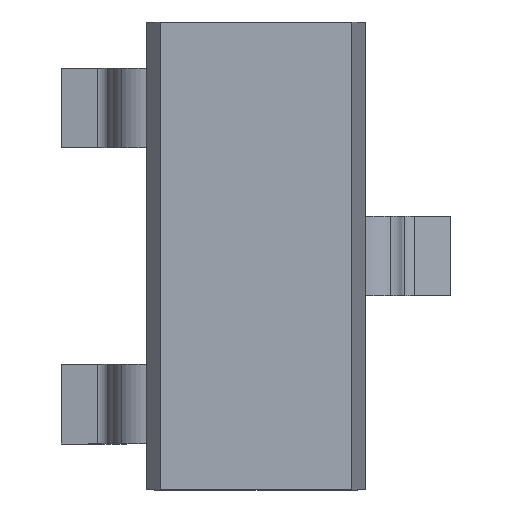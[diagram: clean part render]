
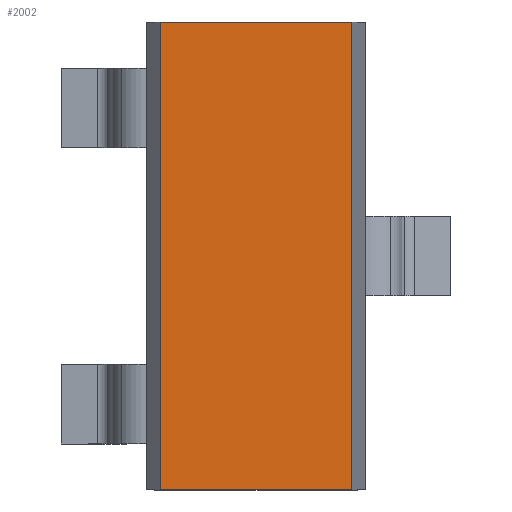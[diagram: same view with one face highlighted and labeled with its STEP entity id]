
A CAD part, top view. The second image highlights one B-rep face of the part: STEP entity #2002.
In plain terms, the highlighted planar face has unit normal (0, 0, 1).
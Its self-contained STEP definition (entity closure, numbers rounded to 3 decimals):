
#1946=CARTESIAN_POINT('',(-0.615,-1.5,1.1));
#1947=VERTEX_POINT('',#1946);
#1954=CARTESIAN_POINT('',(-0.615,1.5,1.1));
#1955=VERTEX_POINT('',#1954);
#1956=CARTESIAN_POINT('',(-0.615,1.5,1.1));
#1957=DIRECTION('',(0.0,-1.0,0.0));
#1958=VECTOR('',#1957,3.0);
#1959=LINE('',#1956,#1958);
#1960=EDGE_CURVE('',#1955,#1947,#1959,.T.);
#1972=CARTESIAN_POINT('',(-0.615,1.5,1.1));
#1973=DIRECTION('',(0.0,0.0,1.0));
#1974=DIRECTION('',(-1.0,0.0,0.0));
#1975=AXIS2_PLACEMENT_3D('',#1972,#1973,#1974);
#1976=PLANE('',#1975);
#1977=CARTESIAN_POINT('',(0.615,-1.5,1.1));
#1978=VERTEX_POINT('',#1977);
#1979=CARTESIAN_POINT('',(-0.615,-1.5,1.1));
#1980=DIRECTION('',(1.0,0.0,0.0));
#1981=VECTOR('',#1980,1.23);
#1982=LINE('',#1979,#1981);
#1983=EDGE_CURVE('',#1947,#1978,#1982,.T.);
#1984=ORIENTED_EDGE('',*,*,#1983,.T.);
#1985=CARTESIAN_POINT('',(0.615,1.5,1.1));
#1986=VERTEX_POINT('',#1985);
#1987=CARTESIAN_POINT('',(0.615,1.5,1.1));
#1988=DIRECTION('',(0.0,-1.0,0.0));
#1989=VECTOR('',#1988,3.0);
#1990=LINE('',#1987,#1989);
#1991=EDGE_CURVE('',#1986,#1978,#1990,.T.);
#1992=ORIENTED_EDGE('',*,*,#1991,.F.);
#1993=CARTESIAN_POINT('',(0.615,1.5,1.1));
#1994=DIRECTION('',(-1.0,0.0,0.0));
#1995=VECTOR('',#1994,1.23);
#1996=LINE('',#1993,#1995);
#1997=EDGE_CURVE('',#1986,#1955,#1996,.T.);
#1998=ORIENTED_EDGE('',*,*,#1997,.T.);
#1999=ORIENTED_EDGE('',*,*,#1960,.T.);
#2000=EDGE_LOOP('',(#1984,#1992,#1998,#1999));
#2001=FACE_OUTER_BOUND('',#2000,.T.);
#2002=ADVANCED_FACE('',(#2001),#1976,.T.);
